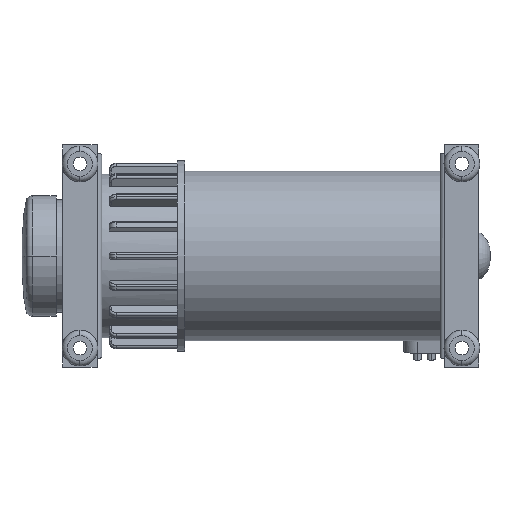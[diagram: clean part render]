
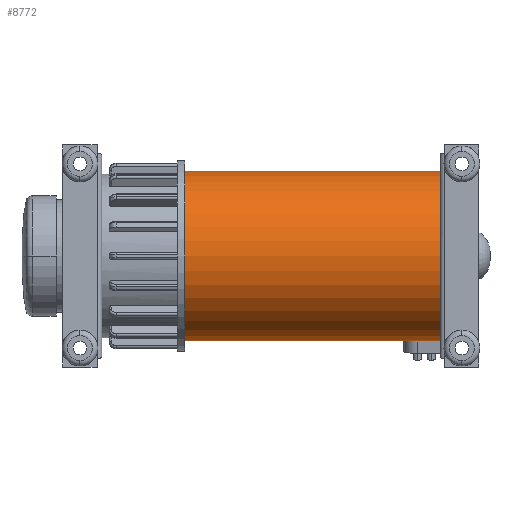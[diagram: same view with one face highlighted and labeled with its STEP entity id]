
A CAD part, front view. The second image highlights one B-rep face of the part: STEP entity #8772.
In plain terms, the highlighted cylindrical face has radius 31.623 mm (diameter 63.246 mm), a partial arc.
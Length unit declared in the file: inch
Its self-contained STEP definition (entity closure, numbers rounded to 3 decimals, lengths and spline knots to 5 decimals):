
#780 = CARTESIAN_POINT ( 'NONE',  ( 0., 0., -1.245 ) ) ;
#1548 = FACE_OUTER_BOUND ( 'NONE', #51323, .T. ) ;
#1814 = CARTESIAN_POINT ( 'NONE',  ( 0., 0., 1.245 ) ) ;
#7216 = DIRECTION ( 'NONE',  ( -1., 0., 0. ) ) ;
#8772 = ADVANCED_FACE ( 'NONE', ( #1548 ), #74033, .T. ) ;
#10527 = CARTESIAN_POINT ( 'NONE',  ( 3.74, 0., 1.245 ) ) ;
#11033 = VECTOR ( 'NONE', #41050, 39.37008 ) ;
#12784 = CIRCLE ( 'NONE', #19599, 1.245 ) ;
#15350 = EDGE_CURVE ( 'NONE', #28807, #27954, #17013, .T. ) ;
#15761 = DIRECTION ( 'NONE',  ( 0., 0., 1. ) ) ;
#17013 = LINE ( 'NONE', #10527, #49866 ) ;
#17225 = ORIENTED_EDGE ( 'NONE', *, *, #37144, .F. ) ;
#17433 = VERTEX_POINT ( 'NONE', #780 ) ;
#19599 = AXIS2_PLACEMENT_3D ( 'NONE', #30767, #74030, #37012 ) ;
#22791 = EDGE_CURVE ( 'NONE', #70729, #17433, #27399, .T. ) ;
#27399 = LINE ( 'NONE', #65573, #11033 ) ;
#27954 = VERTEX_POINT ( 'NONE', #1814 ) ;
#28807 = VERTEX_POINT ( 'NONE', #79128 ) ;
#30767 = CARTESIAN_POINT ( 'NONE',  ( 3.74, 0., 0. ) ) ;
#32314 = ORIENTED_EDGE ( 'NONE', *, *, #22791, .F. ) ;
#36791 = CIRCLE ( 'NONE', #38665, 1.245 ) ;
#37012 = DIRECTION ( 'NONE',  ( 0., 0., -1. ) ) ;
#37144 = EDGE_CURVE ( 'NONE', #17433, #27954, #36791, .T. ) ;
#37357 = ORIENTED_EDGE ( 'NONE', *, *, #68180, .F. ) ;
#38665 = AXIS2_PLACEMENT_3D ( 'NONE', #44175, #7216, #50454 ) ;
#41050 = DIRECTION ( 'NONE',  ( -1., 0., 0. ) ) ;
#44175 = CARTESIAN_POINT ( 'NONE',  ( 0., 0., 0. ) ) ;
#47229 = DIRECTION ( 'NONE',  ( -1., 0., 0. ) ) ;
#49866 = VECTOR ( 'NONE', #47229, 39.37008 ) ;
#50454 = DIRECTION ( 'NONE',  ( 0., 0., 1. ) ) ;
#51323 = EDGE_LOOP ( 'NONE', ( #32314, #37357, #77262, #17225 ) ) ;
#52454 = DIRECTION ( 'NONE',  ( -1., 0., 0. ) ) ;
#65485 = CARTESIAN_POINT ( 'NONE',  ( 3.74, 0., -1.245 ) ) ;
#65573 = CARTESIAN_POINT ( 'NONE',  ( 3.74, 0., -1.245 ) ) ;
#68180 = EDGE_CURVE ( 'NONE', #28807, #70729, #12784, .T. ) ;
#69401 = AXIS2_PLACEMENT_3D ( 'NONE', #71070, #52454, #15761 ) ;
#70729 = VERTEX_POINT ( 'NONE', #65485 ) ;
#71070 = CARTESIAN_POINT ( 'NONE',  ( 3.74, 0., 0. ) ) ;
#74030 = DIRECTION ( 'NONE',  ( 1., 0., 0. ) ) ;
#74033 = CYLINDRICAL_SURFACE ( 'NONE', #69401, 1.245 ) ;
#77262 = ORIENTED_EDGE ( 'NONE', *, *, #15350, .T. ) ;
#79128 = CARTESIAN_POINT ( 'NONE',  ( 3.74, 0., 1.245 ) ) ;
